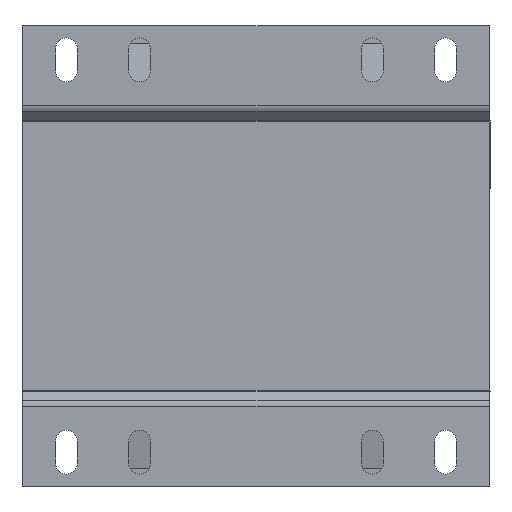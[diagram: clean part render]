
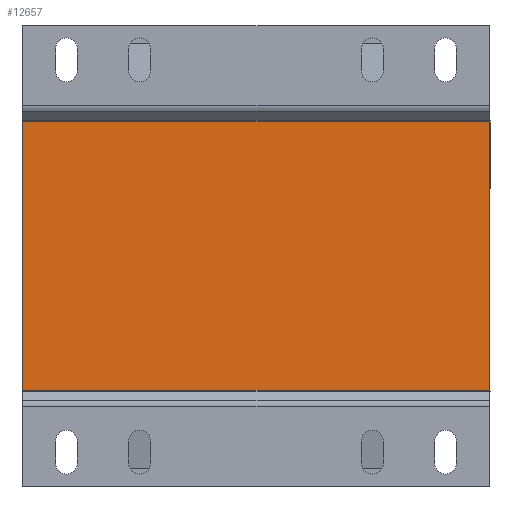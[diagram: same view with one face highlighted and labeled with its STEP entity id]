
A CAD part, front view. The second image highlights one B-rep face of the part: STEP entity #12657.
In plain terms, the highlighted planar face has unit normal (0, -1, 0).
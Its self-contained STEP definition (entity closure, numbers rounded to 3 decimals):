
#262 = EDGE_CURVE ( 'NONE', #5302, #12564, #549, .T. ) ;
#423 = DIRECTION ( 'NONE',  ( 0., 0., 1. ) ) ;
#549 = LINE ( 'NONE', #13667, #6492 ) ;
#1805 = EDGE_CURVE ( 'NONE', #5189, #7349, #8546, .T. ) ;
#2625 = DIRECTION ( 'NONE',  ( 0., 1., 0. ) ) ;
#3411 = FACE_OUTER_BOUND ( 'NONE', #4709, .T. ) ;
#4573 = DIRECTION ( 'NONE',  ( 0., 0., 1. ) ) ;
#4585 = VECTOR ( 'NONE', #11210, 1000. ) ;
#4709 = EDGE_LOOP ( 'NONE', ( #9998, #13118, #12449, #7802 ) ) ;
#5189 = VERTEX_POINT ( 'NONE', #14501 ) ;
#5302 = VERTEX_POINT ( 'NONE', #6883 ) ;
#6492 = VECTOR ( 'NONE', #13718, 1000. ) ;
#6883 = CARTESIAN_POINT ( 'NONE',  ( -95.75, -82.5, 55. ) ) ;
#7349 = VERTEX_POINT ( 'NONE', #10370 ) ;
#7802 = ORIENTED_EDGE ( 'NONE', *, *, #14473, .F. ) ;
#8175 = VECTOR ( 'NONE', #4573, 1000. ) ;
#8546 = LINE ( 'NONE', #14121, #9406 ) ;
#9016 = CARTESIAN_POINT ( 'NONE',  ( -95.75, -82.5, 96. ) ) ;
#9035 = CARTESIAN_POINT ( 'NONE',  ( 95.75, -82.5, 55. ) ) ;
#9319 = CARTESIAN_POINT ( 'NONE',  ( 0., -82.5, 0. ) ) ;
#9406 = VECTOR ( 'NONE', #14169, 1000. ) ;
#9998 = ORIENTED_EDGE ( 'NONE', *, *, #262, .F. ) ;
#10370 = CARTESIAN_POINT ( 'NONE',  ( -95.75, -82.5, -55. ) ) ;
#11129 = LINE ( 'NONE', #9016, #8175 ) ;
#11210 = DIRECTION ( 'NONE',  ( 0., 0., -1. ) ) ;
#11418 = EDGE_CURVE ( 'NONE', #7349, #5302, #11129, .T. ) ;
#11570 = LINE ( 'NONE', #12340, #4585 ) ;
#12340 = CARTESIAN_POINT ( 'NONE',  ( 95.75, -82.5, 96. ) ) ;
#12449 = ORIENTED_EDGE ( 'NONE', *, *, #1805, .F. ) ;
#12564 = VERTEX_POINT ( 'NONE', #9035 ) ;
#12657 = ADVANCED_FACE ( 'NONE', ( #3411 ), #13807, .F. ) ;
#13011 = AXIS2_PLACEMENT_3D ( 'NONE', #9319, #2625, #423 ) ;
#13118 = ORIENTED_EDGE ( 'NONE', *, *, #11418, .F. ) ;
#13667 = CARTESIAN_POINT ( 'NONE',  ( 0., -82.5, 55. ) ) ;
#13718 = DIRECTION ( 'NONE',  ( 1., 0., 0. ) ) ;
#13807 = PLANE ( 'NONE',  #13011 ) ;
#14121 = CARTESIAN_POINT ( 'NONE',  ( 0., -82.5, -55. ) ) ;
#14169 = DIRECTION ( 'NONE',  ( -1., 0., 0. ) ) ;
#14473 = EDGE_CURVE ( 'NONE', #12564, #5189, #11570, .T. ) ;
#14501 = CARTESIAN_POINT ( 'NONE',  ( 95.75, -82.5, -55. ) ) ;
